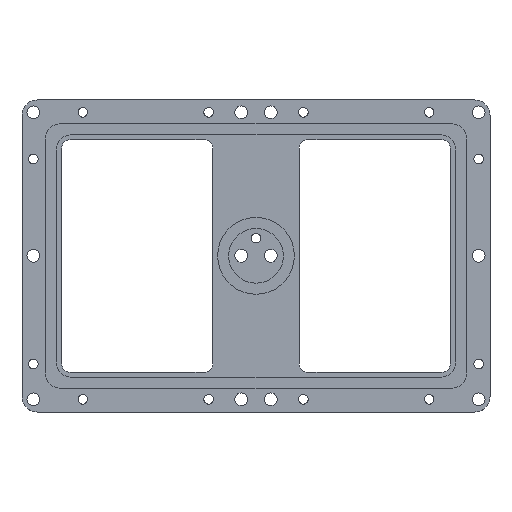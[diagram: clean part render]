
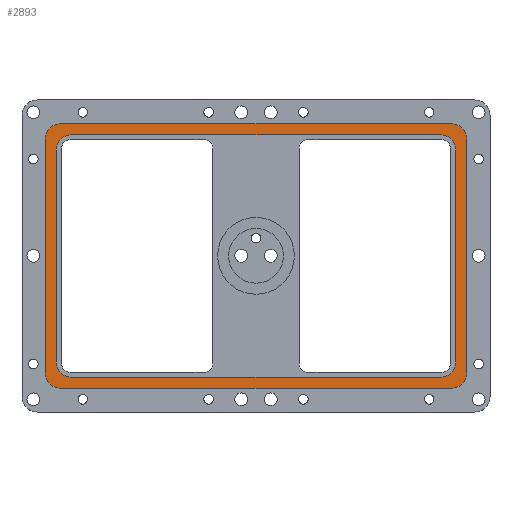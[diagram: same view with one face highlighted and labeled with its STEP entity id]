
A CAD part, top view. The second image highlights one B-rep face of the part: STEP entity #2893.
In plain terms, the highlighted planar face has unit normal (0, 0, 1).
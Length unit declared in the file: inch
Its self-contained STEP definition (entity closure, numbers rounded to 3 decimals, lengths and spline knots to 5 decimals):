
#10 = LINE ( 'NONE', #1140, #4691 ) ;
#30 = CARTESIAN_POINT ( 'NONE',  ( 5.919, 0.4935, 0.095 ) ) ;
#102 = DIRECTION ( 'NONE',  ( 0., 0., 1. ) ) ;
#153 = EDGE_LOOP ( 'NONE', ( #1403, #3238, #3251, #4469, #4151, #4661, #2012, #847 ) ) ;
#181 = EDGE_CURVE ( 'NONE', #382, #2490, #2588, .T. ) ;
#189 = LINE ( 'NONE', #1257, #3795 ) ;
#196 = CARTESIAN_POINT ( 'NONE',  ( 6.075, 0.3375, 0.095 ) ) ;
#213 = LINE ( 'NONE', #2268, #242 ) ;
#242 = VECTOR ( 'NONE', #1815, 39.37008 ) ;
#284 = EDGE_CURVE ( 'NONE', #5223, #4250, #2300, .T. ) ;
#317 = DIRECTION ( 'NONE',  ( 0., 0., 1. ) ) ;
#355 = EDGE_CURVE ( 'NONE', #2040, #1329, #189, .T. ) ;
#382 = VERTEX_POINT ( 'NONE', #1788 ) ;
#408 = AXIS2_PLACEMENT_3D ( 'NONE', #4970, #458, #485 ) ;
#409 = DIRECTION ( 'NONE',  ( 0., 1., 0. ) ) ;
#430 = CARTESIAN_POINT ( 'NONE',  ( 0., 0.4935, 0.095 ) ) ;
#458 = DIRECTION ( 'NONE',  ( 0., 0., 1. ) ) ;
#477 = CARTESIAN_POINT ( 'NONE',  ( 0.327, 0.5555, 0.095 ) ) ;
#485 = DIRECTION ( 'NONE',  ( 1., 0., 0. ) ) ;
#513 = CARTESIAN_POINT ( 'NONE',  ( 0.327, 3.8595, 0.095 ) ) ;
#534 = VERTEX_POINT ( 'NONE', #4888 ) ;
#539 = DIRECTION ( 'NONE',  ( 0., -1., 0. ) ) ;
#764 = ORIENTED_EDGE ( 'NONE', *, *, #3487, .T. ) ;
#847 = ORIENTED_EDGE ( 'NONE', *, *, #3752, .F. ) ;
#891 = DIRECTION ( 'NONE',  ( 1., 0., 0. ) ) ;
#894 = EDGE_LOOP ( 'NONE', ( #4637, #4416, #2470, #764, #1290, #4965, #1805, #2405 ) ) ;
#910 = CIRCLE ( 'NONE', #3553, 0.218 ) ;
#919 = AXIS2_PLACEMENT_3D ( 'NONE', #1658, #3279, #2484 ) ;
#1031 = EDGE_CURVE ( 'NONE', #1329, #1753, #4046, .T. ) ;
#1074 = AXIS2_PLACEMENT_3D ( 'NONE', #4129, #2960, #4100 ) ;
#1111 = VERTEX_POINT ( 'NONE', #4226 ) ;
#1136 = VERTEX_POINT ( 'NONE', #3729 ) ;
#1140 = CARTESIAN_POINT ( 'NONE',  ( 0.327, 0., 0.095 ) ) ;
#1257 = CARTESIAN_POINT ( 'NONE',  ( 6.293, 0., 0.095 ) ) ;
#1273 = VERTEX_POINT ( 'NONE', #3983 ) ;
#1290 = ORIENTED_EDGE ( 'NONE', *, *, #1824, .T. ) ;
#1329 = VERTEX_POINT ( 'NONE', #3184 ) ;
#1348 = EDGE_CURVE ( 'NONE', #2490, #1273, #4315, .T. ) ;
#1403 = ORIENTED_EDGE ( 'NONE', *, *, #3561, .F. ) ;
#1553 = DIRECTION ( 'NONE',  ( 1., 0., 0. ) ) ;
#1615 = VERTEX_POINT ( 'NONE', #2281 ) ;
#1658 = CARTESIAN_POINT ( 'NONE',  ( 0.545, 3.8595, 0.095 ) ) ;
#1666 = DIRECTION ( 'NONE',  ( 1., 0., 0. ) ) ;
#1690 = CIRCLE ( 'NONE', #919, 0.218 ) ;
#1753 = VERTEX_POINT ( 'NONE', #5214 ) ;
#1779 = CARTESIAN_POINT ( 'NONE',  ( 6.075, 0.5555, 0.095 ) ) ;
#1788 = CARTESIAN_POINT ( 'NONE',  ( 0.483, 3.7035, 0.095 ) ) ;
#1790 = CARTESIAN_POINT ( 'NONE',  ( 0.483, 0., 0.095 ) ) ;
#1805 = ORIENTED_EDGE ( 'NONE', *, *, #2396, .F. ) ;
#1815 = DIRECTION ( 'NONE',  ( -1., 0., 0. ) ) ;
#1824 = EDGE_CURVE ( 'NONE', #1136, #1615, #910, .T. ) ;
#1926 = DIRECTION ( 'NONE',  ( 0., 1., 0. ) ) ;
#1982 = DIRECTION ( 'NONE',  ( 1., 0., 0. ) ) ;
#2009 = CARTESIAN_POINT ( 'NONE',  ( 0.701, 0.7115, 0.095 ) ) ;
#2012 = ORIENTED_EDGE ( 'NONE', *, *, #2677, .T. ) ;
#2040 = VERTEX_POINT ( 'NONE', #4081 ) ;
#2124 = AXIS2_PLACEMENT_3D ( 'NONE', #5060, #3445, #2704 ) ;
#2162 = LINE ( 'NONE', #430, #5077 ) ;
#2191 = AXIS2_PLACEMENT_3D ( 'NONE', #2009, #3261, #1982 ) ;
#2268 = CARTESIAN_POINT ( 'NONE',  ( 0., 4.0775, 0.095 ) ) ;
#2281 = CARTESIAN_POINT ( 'NONE',  ( 6.137, 3.7035, 0.095 ) ) ;
#2300 = LINE ( 'NONE', #2693, #2429 ) ;
#2301 = DIRECTION ( 'NONE',  ( 1., 0., 0. ) ) ;
#2348 = EDGE_CURVE ( 'NONE', #2797, #382, #4397, .T. ) ;
#2372 = EDGE_CURVE ( 'NONE', #1273, #4352, #2162, .T. ) ;
#2378 = CIRCLE ( 'NONE', #2124, 0.218 ) ;
#2396 = EDGE_CURVE ( 'NONE', #4352, #1111, #3214, .T. ) ;
#2405 = ORIENTED_EDGE ( 'NONE', *, *, #2372, .F. ) ;
#2429 = VECTOR ( 'NONE', #3919, 39.37008 ) ;
#2461 = DIRECTION ( 'NONE',  ( 0., 0., -1. ) ) ;
#2470 = ORIENTED_EDGE ( 'NONE', *, *, #2348, .F. ) ;
#2484 = DIRECTION ( 'NONE',  ( 1., 0., 0. ) ) ;
#2490 = VERTEX_POINT ( 'NONE', #4996 ) ;
#2580 = DIRECTION ( 'NONE',  ( 1., 0., 0. ) ) ;
#2588 = LINE ( 'NONE', #1790, #3190 ) ;
#2617 = EDGE_CURVE ( 'NONE', #1615, #1111, #3603, .T. ) ;
#2677 = EDGE_CURVE ( 'NONE', #534, #3047, #1690, .T. ) ;
#2693 = CARTESIAN_POINT ( 'NONE',  ( 0., 0.3375, 0.095 ) ) ;
#2704 = DIRECTION ( 'NONE',  ( 1., 0., 0. ) ) ;
#2797 = VERTEX_POINT ( 'NONE', #3792 ) ;
#2799 = CIRCLE ( 'NONE', #3140, 0.218 ) ;
#2801 = VECTOR ( 'NONE', #1666, 39.37008 ) ;
#2806 = CARTESIAN_POINT ( 'NONE',  ( 6.137, 0., 0.095 ) ) ;
#2893 = ADVANCED_FACE ( 'NONE', ( #3941, #4364 ), #5206, .T. ) ;
#2925 = CARTESIAN_POINT ( 'NONE',  ( 6.075, 3.8595, 0.095 ) ) ;
#2960 = DIRECTION ( 'NONE',  ( 0., 0., 1. ) ) ;
#3047 = VERTEX_POINT ( 'NONE', #513 ) ;
#3140 = AXIS2_PLACEMENT_3D ( 'NONE', #1779, #3835, #2580 ) ;
#3184 = CARTESIAN_POINT ( 'NONE',  ( 6.293, 3.8595, 0.095 ) ) ;
#3190 = VECTOR ( 'NONE', #539, 39.37008 ) ;
#3214 = CIRCLE ( 'NONE', #408, 0.218 ) ;
#3238 = ORIENTED_EDGE ( 'NONE', *, *, #284, .F. ) ;
#3251 = ORIENTED_EDGE ( 'NONE', *, *, #4847, .T. ) ;
#3261 = DIRECTION ( 'NONE',  ( 0., 0., 1. ) ) ;
#3279 = DIRECTION ( 'NONE',  ( 0., 0., 1. ) ) ;
#3303 = CARTESIAN_POINT ( 'NONE',  ( 0.545, 0.3375, 0.095 ) ) ;
#3445 = DIRECTION ( 'NONE',  ( 0., 0., -1. ) ) ;
#3487 = EDGE_CURVE ( 'NONE', #2797, #1136, #4193, .T. ) ;
#3553 = AXIS2_PLACEMENT_3D ( 'NONE', #4765, #2461, #1553 ) ;
#3561 = EDGE_CURVE ( 'NONE', #4250, #4755, #2378, .T. ) ;
#3603 = LINE ( 'NONE', #2806, #3817 ) ;
#3729 = CARTESIAN_POINT ( 'NONE',  ( 5.919, 3.9215, 0.095 ) ) ;
#3752 = EDGE_CURVE ( 'NONE', #4755, #3047, #10, .T. ) ;
#3789 = DIRECTION ( 'NONE',  ( 1., 0., 0. ) ) ;
#3792 = CARTESIAN_POINT ( 'NONE',  ( 0.701, 3.9215, 0.095 ) ) ;
#3795 = VECTOR ( 'NONE', #409, 39.37008 ) ;
#3817 = VECTOR ( 'NONE', #4418, 39.37008 ) ;
#3835 = DIRECTION ( 'NONE',  ( 0., 0., 1. ) ) ;
#3919 = DIRECTION ( 'NONE',  ( -1., 0., 0. ) ) ;
#3941 = FACE_BOUND ( 'NONE', #894, .T. ) ;
#3983 = CARTESIAN_POINT ( 'NONE',  ( 0.701, 0.4935, 0.095 ) ) ;
#4046 = CIRCLE ( 'NONE', #4891, 0.218 ) ;
#4081 = CARTESIAN_POINT ( 'NONE',  ( 6.293, 0.5555, 0.095 ) ) ;
#4100 = DIRECTION ( 'NONE',  ( 1., 0., 0. ) ) ;
#4113 = CARTESIAN_POINT ( 'NONE',  ( 0., 3.9215, 0.095 ) ) ;
#4129 = CARTESIAN_POINT ( 'NONE',  ( 0.701, 3.7035, 0.095 ) ) ;
#4151 = ORIENTED_EDGE ( 'NONE', *, *, #1031, .T. ) ;
#4193 = LINE ( 'NONE', #4113, #2801 ) ;
#4226 = CARTESIAN_POINT ( 'NONE',  ( 6.137, 0.7115, 0.095 ) ) ;
#4250 = VERTEX_POINT ( 'NONE', #3303 ) ;
#4315 = CIRCLE ( 'NONE', #2191, 0.218 ) ;
#4352 = VERTEX_POINT ( 'NONE', #30 ) ;
#4364 = FACE_OUTER_BOUND ( 'NONE', #153, .T. ) ;
#4397 = CIRCLE ( 'NONE', #1074, 0.218 ) ;
#4416 = ORIENTED_EDGE ( 'NONE', *, *, #181, .F. ) ;
#4418 = DIRECTION ( 'NONE',  ( 0., -1., 0. ) ) ;
#4441 = EDGE_CURVE ( 'NONE', #1753, #534, #213, .T. ) ;
#4469 = ORIENTED_EDGE ( 'NONE', *, *, #355, .T. ) ;
#4621 = AXIS2_PLACEMENT_3D ( 'NONE', #5180, #317, #2301 ) ;
#4637 = ORIENTED_EDGE ( 'NONE', *, *, #1348, .F. ) ;
#4661 = ORIENTED_EDGE ( 'NONE', *, *, #4441, .T. ) ;
#4691 = VECTOR ( 'NONE', #1926, 39.37008 ) ;
#4755 = VERTEX_POINT ( 'NONE', #477 ) ;
#4765 = CARTESIAN_POINT ( 'NONE',  ( 5.919, 3.7035, 0.095 ) ) ;
#4847 = EDGE_CURVE ( 'NONE', #5223, #2040, #2799, .T. ) ;
#4888 = CARTESIAN_POINT ( 'NONE',  ( 0.545, 4.0775, 0.095 ) ) ;
#4891 = AXIS2_PLACEMENT_3D ( 'NONE', #2925, #102, #891 ) ;
#4965 = ORIENTED_EDGE ( 'NONE', *, *, #2617, .T. ) ;
#4970 = CARTESIAN_POINT ( 'NONE',  ( 5.919, 0.7115, 0.095 ) ) ;
#4996 = CARTESIAN_POINT ( 'NONE',  ( 0.483, 0.7115, 0.095 ) ) ;
#5060 = CARTESIAN_POINT ( 'NONE',  ( 0.545, 0.5555, 0.095 ) ) ;
#5077 = VECTOR ( 'NONE', #3789, 39.37008 ) ;
#5180 = CARTESIAN_POINT ( 'NONE',  ( 0., 0., 0.095 ) ) ;
#5206 = PLANE ( 'NONE',  #4621 ) ;
#5214 = CARTESIAN_POINT ( 'NONE',  ( 6.075, 4.0775, 0.095 ) ) ;
#5223 = VERTEX_POINT ( 'NONE', #196 ) ;
